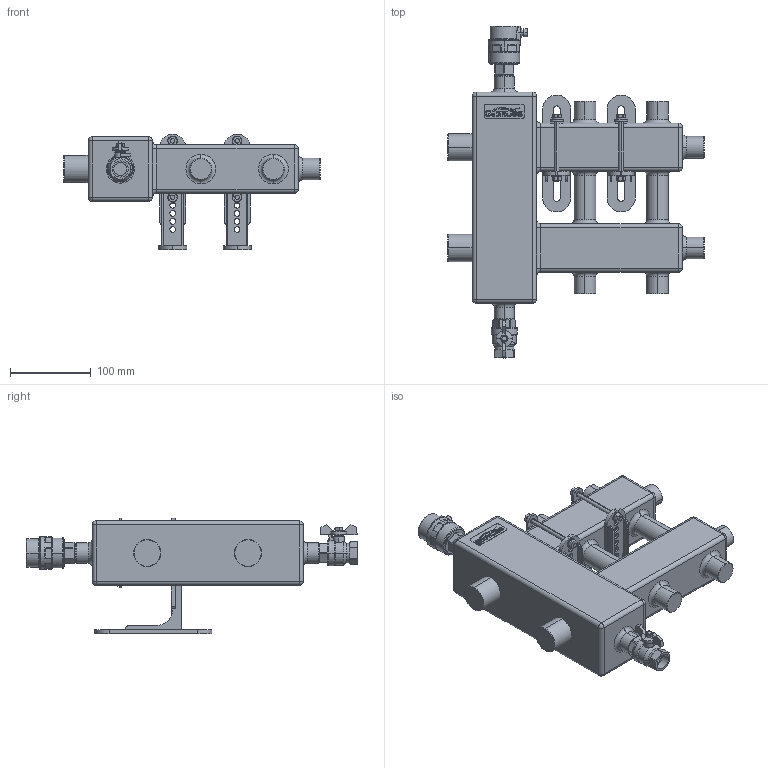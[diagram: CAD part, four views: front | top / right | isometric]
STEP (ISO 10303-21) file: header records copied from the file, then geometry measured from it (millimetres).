
FILE_DESCRIPTION (( 'STEP AP214' ), '1' );
FILE_NAME ('BMK-60-3DU.10+K.UF.STEP', '2017-01-06T16:20:26', ( '' ), ( '' ), 'SwSTEP 2.0', 'SolidWorks 2015', '' );
FILE_SCHEMA (( 'AUTOMOTIVE_DESIGN' ));
Length unit declared in the file: millimetre
Products named in the file (5): Êðàí øàðîâûé DN-15 ÂÐ-ÂÐ (áàáî÷êà); BMK-60-3DU.10+K.UF; Êîïèÿ FAR 2044 12 GAISER àâò. âîçäóõîîòâîä÷èê ñ áîêîâûì âûïóñêîì ñ îáð. êëàïàíîì (õðîì)^BM[K]-60.10+K.UF; Êîïèÿ K.UF.03 äëÿ ñàéòà^BM[K]-60.10+K.UF_60x60-100; Êîïèÿ BMK-60-3D.10^BM[K]-60.10+K.UF_BMK-60-3DU
Assembly tree (5 placements, depth 2):
  BMK-60-3DU.10+K.UF
    Êîïèÿ BMK-60-3D.10^BM[K]-60.10+K.UF_BMK-60-3DU
    Êîïèÿ K.UF.03 äëÿ ñàéòà^BM[K]-60.10+K.UF_60x60-100  x2
    Êîïèÿ FAR 2044 12 GAISER àâò. âîçäóõîîòâîä÷èê ñ áîêîâûì âûïóñêîì ñ îáð. êëàïàíîì (õðîì)^BM[K]-60.10+K.UF
    Êðàí øàðîâûé DN-15 ÂÐ-ÂÐ (áàáî÷êà)
Bounding box: 318 x 412 x 143 mm (x, y, z)
Volume: 3405687.8 mm3; surface area: 295113.6 mm2
Topology: 13 solids, 13 shells, 1479 faces, 3873 edges, 2473 vertices
Faces by surface type: plane 491, bspline 434, cylinder 370, cone 87, torus 65, sphere 32
Entity records: 48255 total; most frequent: CARTESIAN_POINT 17069, ORIENTED_EDGE 6650, DIRECTION 4732, EDGE_CURVE 3325, VERTEX_POINT 2131, AXIS2_PLACEMENT_3D 1612, LINE 1508, VECTOR 1508
